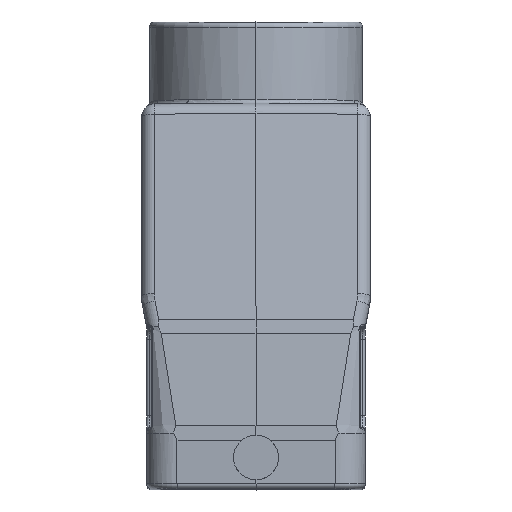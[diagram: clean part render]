
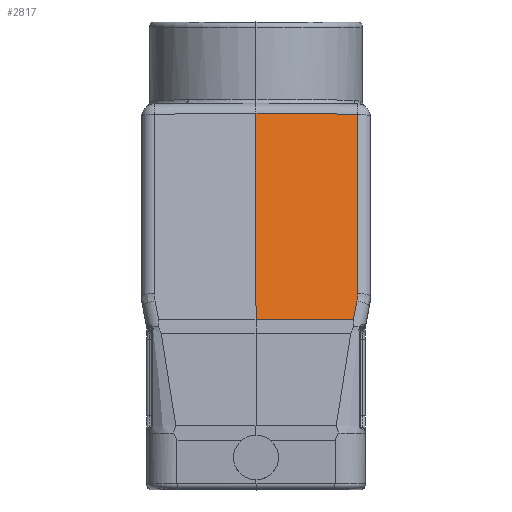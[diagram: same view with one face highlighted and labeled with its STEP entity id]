
A CAD part, top view. The second image highlights one B-rep face of the part: STEP entity #2817.
In plain terms, the highlighted planar face has unit normal (0.009, 0.19, 0.982).
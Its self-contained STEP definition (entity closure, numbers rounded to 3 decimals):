
#759=PLANE('',#12067);
#1161=LINE('',#19452,#1929);
#1406=LINE('',#21241,#2177);
#1408=LINE('',#21248,#2179);
#1409=LINE('',#21250,#2180);
#1410=LINE('',#21252,#2181);
#1929=VECTOR('',#13651,1.);
#2177=VECTOR('',#14369,1.);
#2179=VECTOR('',#14379,1.);
#2180=VECTOR('',#14382,1.);
#2181=VECTOR('',#14383,1.);
#2817=ADVANCED_FACE('',(#3502),#759,.T.);
#3502=FACE_OUTER_BOUND('',#4222,.T.);
#4222=EDGE_LOOP('',(#7193,#7194,#7195,#7196,#7197,#7198));
#4666=B_SPLINE_CURVE_WITH_KNOTS('',3,(#19418,#19419,#19420,#19421),
 .UNSPECIFIED.,.F.,.F.,(4,4),(0.,1.),.UNSPECIFIED.);
#7193=ORIENTED_EDGE('',*,*,#10509,.T.);
#7194=ORIENTED_EDGE('',*,*,#10096,.F.);
#7195=ORIENTED_EDGE('',*,*,#10091,.F.);
#7196=ORIENTED_EDGE('',*,*,#10504,.T.);
#7197=ORIENTED_EDGE('',*,*,#10508,.F.);
#7198=ORIENTED_EDGE('',*,*,#10510,.F.);
#8394=VERTEX_POINT('',#15604);
#8818=VERTEX_POINT('',#19422);
#8819=VERTEX_POINT('',#19423);
#8820=VERTEX_POINT('',#19446);
#9070=VERTEX_POINT('',#21240);
#9072=VERTEX_POINT('',#21251);
#10091=EDGE_CURVE('',#8818,#8819,#4666,.T.);
#10096=EDGE_CURVE('',#8819,#8820,#1161,.T.);
#10504=EDGE_CURVE('',#8818,#9070,#1406,.T.);
#10508=EDGE_CURVE('',#8394,#9070,#1408,.T.);
#10509=EDGE_CURVE('',#9072,#8820,#1409,.T.);
#10510=EDGE_CURVE('',#9072,#8394,#1410,.T.);
#12067=AXIS2_PLACEMENT_3D('',#21253,#14384,#14385);
#13651=DIRECTION('',(-0.193,-0.963,0.188));
#14369=DIRECTION('',(0.,0.982,-0.19));
#14379=DIRECTION('',(1.,-0.009,-0.007));
#14382=DIRECTION('',(1.,0.,-0.009));
#14383=DIRECTION('',(0.,0.982,-0.19));
#14384=DIRECTION('',(0.009,0.19,0.982));
#14385=DIRECTION('',(0.,-0.982,0.19));
#15604=CARTESIAN_POINT('',(0.,19.39,49.891));
#19418=CARTESIAN_POINT('',(20.022,-16.12,56.573));
#19419=CARTESIAN_POINT('',(20.022,-16.614,56.669));
#19420=CARTESIAN_POINT('',(19.973,-17.107,56.764));
#19421=CARTESIAN_POINT('',(19.876,-17.591,56.859));
#19422=CARTESIAN_POINT('',(20.022,-16.12,56.573));
#19423=CARTESIAN_POINT('',(19.876,-17.591,56.859));
#19446=CARTESIAN_POINT('',(19.146,-21.241,57.57));
#19452=CARTESIAN_POINT('',(19.876,-17.591,56.859));
#21240=CARTESIAN_POINT('',(20.021,19.215,49.747));
#21241=CARTESIAN_POINT('',(20.022,-16.12,56.573));
#21248=CARTESIAN_POINT('',(0.,19.39,49.891));
#21250=CARTESIAN_POINT('',(0.,-21.241,57.74));
#21251=CARTESIAN_POINT('',(0.,-21.241,57.74));
#21252=CARTESIAN_POINT('',(0.,-21.241,57.74));
#21253=CARTESIAN_POINT('',(0.,-22.585,58.));
